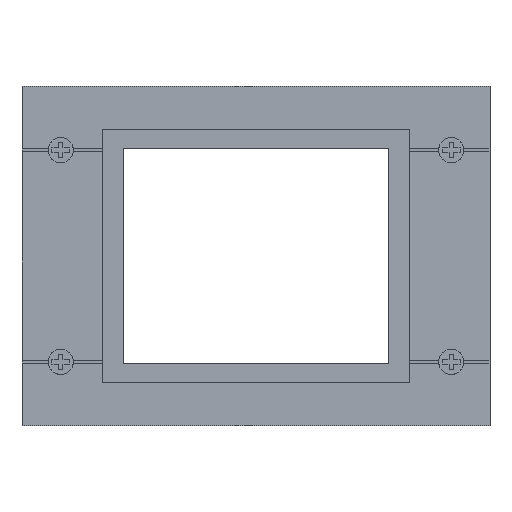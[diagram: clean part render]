
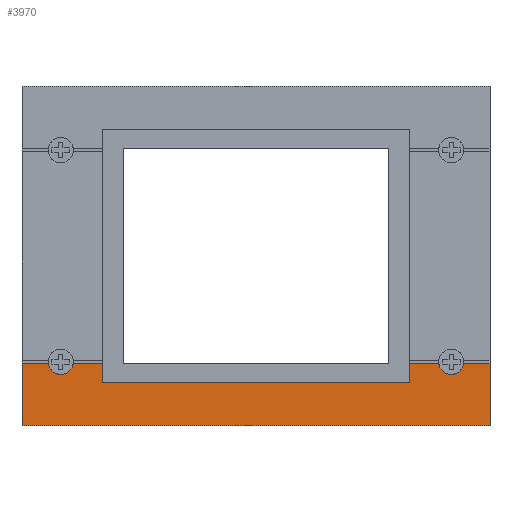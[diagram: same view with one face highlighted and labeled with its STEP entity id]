
A CAD part, top view. The second image highlights one B-rep face of the part: STEP entity #3970.
In plain terms, the highlighted planar face has unit normal (0, 0, 1).
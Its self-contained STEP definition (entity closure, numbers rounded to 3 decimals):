
#92=DIRECTION('',(-1.,0.,0.));
#93=VECTOR('',#92,9.78);
#94=CARTESIAN_POINT('',(27.,21.,6.5));
#95=LINE('',#94,#93);
#116=DIRECTION('',(0.,1.,0.));
#117=VECTOR('',#116,6.5);
#118=CARTESIAN_POINT('',(27.,14.5,6.5));
#119=LINE('',#118,#117);
#220=DIRECTION('',(-1.,0.,0.));
#221=VECTOR('',#220,8.78);
#222=CARTESIAN_POINT('',(8.78,21.,6.5));
#223=LINE('',#222,#221);
#224=DIRECTION('',(1.,0.,0.));
#225=VECTOR('',#224,8.78);
#226=CARTESIAN_POINT('',(148.22,21.,6.5));
#227=LINE('',#226,#225);
#228=DIRECTION('',(0.,-1.,0.));
#229=VECTOR('',#228,21.);
#230=CARTESIAN_POINT('',(157.,21.,6.5));
#231=LINE('',#230,#229);
#232=DIRECTION('',(-1.,0.,0.));
#233=VECTOR('',#232,157.);
#234=CARTESIAN_POINT('',(157.,0.,6.5));
#235=LINE('',#234,#233);
#236=DIRECTION('',(0.,1.,0.));
#237=VECTOR('',#236,21.);
#238=CARTESIAN_POINT('',(0.,0.,6.5));
#239=LINE('',#238,#237);
#240=CARTESIAN_POINT('',(13.,21.5,6.5));
#241=DIRECTION('',(0.,0.,1.));
#242=DIRECTION('',(-0.993,-0.118,0.));
#243=AXIS2_PLACEMENT_3D('',#240,#241,#242);
#245=DIRECTION('',(1.,0.,0.));
#246=VECTOR('',#245,9.78);
#247=CARTESIAN_POINT('',(130.,21.,6.5));
#248=LINE('',#247,#246);
#249=CARTESIAN_POINT('',(144.,21.5,6.5));
#250=DIRECTION('',(0.,0.,1.));
#251=DIRECTION('',(-0.993,-0.118,0.));
#252=AXIS2_PLACEMENT_3D('',#249,#250,#251);
#322=DIRECTION('',(0.,-1.,0.));
#323=VECTOR('',#322,6.5);
#324=CARTESIAN_POINT('',(130.,21.,6.5));
#325=LINE('',#324,#323);
#346=DIRECTION('',(-1.,0.,0.));
#347=VECTOR('',#346,103.);
#348=CARTESIAN_POINT('',(130.,14.5,6.5));
#349=LINE('',#348,#347);
#2798=CARTESIAN_POINT('',(148.22,21.,6.5));
#2799=CARTESIAN_POINT('',(157.,21.,6.5));
#2800=VERTEX_POINT('',#2798);
#2801=VERTEX_POINT('',#2799);
#2802=CARTESIAN_POINT('',(157.,0.,6.5));
#2803=VERTEX_POINT('',#2802);
#2804=CARTESIAN_POINT('',(0.,0.,6.5));
#2805=VERTEX_POINT('',#2804);
#2806=CARTESIAN_POINT('',(0.,21.,6.5));
#2807=VERTEX_POINT('',#2806);
#2808=CARTESIAN_POINT('',(8.78,21.,6.5));
#2809=VERTEX_POINT('',#2808);
#2810=CARTESIAN_POINT('',(17.22,21.,6.5));
#2811=VERTEX_POINT('',#2810);
#2812=CARTESIAN_POINT('',(27.,21.,6.5));
#2813=VERTEX_POINT('',#2812);
#2814=CARTESIAN_POINT('',(27.,14.5,6.5));
#2815=VERTEX_POINT('',#2814);
#2816=CARTESIAN_POINT('',(130.,14.5,6.5));
#2817=VERTEX_POINT('',#2816);
#2818=CARTESIAN_POINT('',(130.,21.,6.5));
#2819=VERTEX_POINT('',#2818);
#2820=CARTESIAN_POINT('',(139.78,21.,6.5));
#2821=VERTEX_POINT('',#2820);
#3944=CARTESIAN_POINT('',(78.5,57.,6.5));
#3945=DIRECTION('',(0.,0.,1.));
#3946=DIRECTION('',(0.,1.,0.));
#3947=AXIS2_PLACEMENT_3D('',#3944,#3945,#3946);
#3948=PLANE('',#3947);
#3950=ORIENTED_EDGE('',*,*,#3949,.T.);
#3952=ORIENTED_EDGE('',*,*,#3951,.T.);
#3954=ORIENTED_EDGE('',*,*,#3953,.T.);
#3955=ORIENTED_EDGE('',*,*,#3911,.T.);
#3956=ORIENTED_EDGE('',*,*,#3938,.F.);
#3957=ORIENTED_EDGE('',*,*,#3748,.T.);
#3958=ORIENTED_EDGE('',*,*,#3768,.F.);
#3959=ORIENTED_EDGE('',*,*,#3796,.F.);
#3961=ORIENTED_EDGE('',*,*,#3960,.F.);
#3963=ORIENTED_EDGE('',*,*,#3962,.F.);
#3965=ORIENTED_EDGE('',*,*,#3964,.T.);
#3967=ORIENTED_EDGE('',*,*,#3966,.T.);
#3968=EDGE_LOOP('',(#3950,#3952,#3954,#3955,#3956,#3957,#3958,#3959,#3961,#3963,
#3965,#3967));
#3969=FACE_OUTER_BOUND('',#3968,.F.);
#244=CIRCLE('',#243,4.25);
#253=CIRCLE('',#252,4.25);
#3748=EDGE_CURVE('',#2809,#2811,#244,.T.);
#3768=EDGE_CURVE('',#2813,#2811,#95,.T.);
#3796=EDGE_CURVE('',#2815,#2813,#119,.T.);
#3911=EDGE_CURVE('',#2805,#2807,#239,.T.);
#3938=EDGE_CURVE('',#2809,#2807,#223,.T.);
#3949=EDGE_CURVE('',#2800,#2801,#227,.T.);
#3951=EDGE_CURVE('',#2801,#2803,#231,.T.);
#3953=EDGE_CURVE('',#2803,#2805,#235,.T.);
#3960=EDGE_CURVE('',#2817,#2815,#349,.T.);
#3962=EDGE_CURVE('',#2819,#2817,#325,.T.);
#3964=EDGE_CURVE('',#2819,#2821,#248,.T.);
#3966=EDGE_CURVE('',#2821,#2800,#253,.T.);
#3970=ADVANCED_FACE('',(#3969),#3948,.T.);
